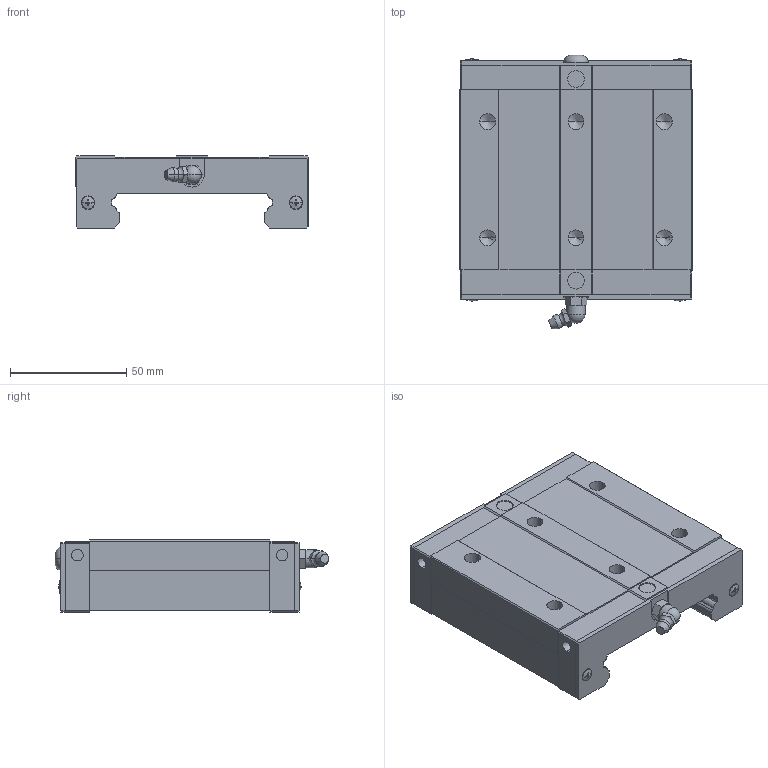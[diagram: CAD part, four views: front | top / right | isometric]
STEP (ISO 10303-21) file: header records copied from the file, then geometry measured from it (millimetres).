
FILE_DESCRIPTION(('STEP AP214'),'1');
FILE_NAME('cctmp_3690C21B-41BA-4CB8-AF1A-AC35166D55FC_2020_5_14_10_19_32_263..stp','2020-05-14T08:19:32',('HIWIN GmbH'),('CADClick - www.CADClick.com'),'Spatial InterOp 3D',' ','unknown authorization');
FILE_SCHEMA(('AUTOMOTIVE_DESIGN'));
Length unit declared in the file: millimetre
Products named in the file (1): WEH35CAZ0H_FILE
Bounding box: 100 x 117.71 x 31 mm (x, y, z)
Volume: 208600.2 mm3; surface area: 36904 mm2
Topology: 1 solids, 5 shells, 344 faces, 892 edges, 568 vertices
Faces by surface type: plane 190, cylinder 84, cone 50, torus 18, sphere 2
Entity records: 13374 total; most frequent: CARTESIAN_POINT 2359, ORIENTED_EDGE 1756, DIRECTION 1684, EDGE_CURVE 878, AXIS2_PLACEMENT_3D 577, VERTEX_POINT 568, LINE 530, VECTOR 530
